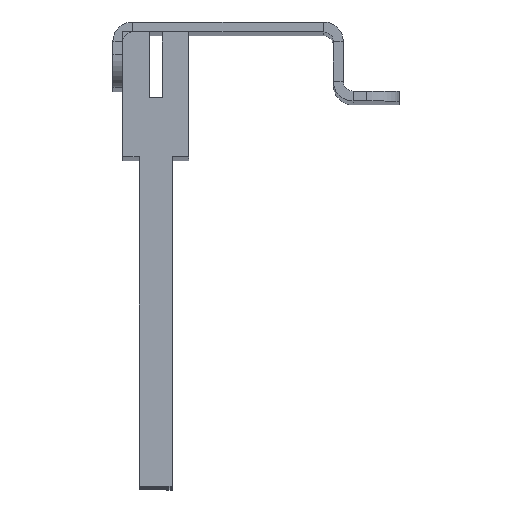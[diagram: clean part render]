
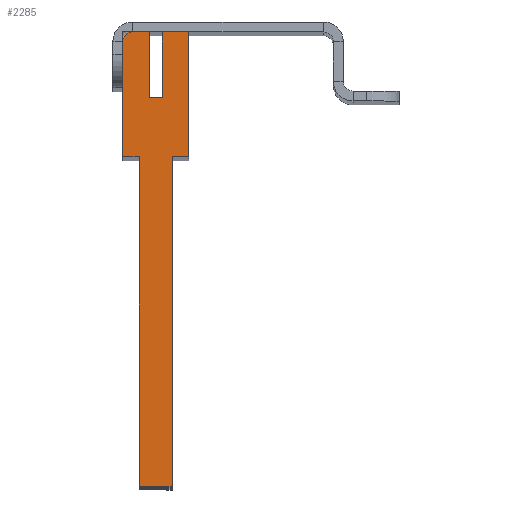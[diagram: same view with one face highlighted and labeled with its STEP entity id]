
A CAD part, top view. The second image highlights one B-rep face of the part: STEP entity #2285.
In plain terms, the highlighted planar face has unit normal (0, 0, 1).
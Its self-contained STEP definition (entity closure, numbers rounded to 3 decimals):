
#372 = DIRECTION ( 'NONE',  ( 0., 1., 0. ) ) ;
#714 = LINE ( 'NONE', #1987, #2383 ) ;
#1043 = DIRECTION ( 'NONE',  ( 0., -1., 0. ) ) ;
#1467 = CARTESIAN_POINT ( 'NONE',  ( 0., -5., 342. ) ) ;
#1610 = DIRECTION ( 'NONE',  ( 1., 0., 0. ) ) ;
#1987 = CARTESIAN_POINT ( 'NONE',  ( 0., 5., 342. ) ) ;
#1991 = ORIENTED_EDGE ( 'NONE', *, *, #8025, .F. ) ;
#2096 = VECTOR ( 'NONE', #1043, 1000. ) ;
#2132 = VECTOR ( 'NONE', #12612, 1000. ) ;
#2285 = ADVANCED_FACE ( 'NONE', ( #6863 ), #8253, .T. ) ;
#2319 = EDGE_CURVE ( 'NONE', #9147, #12369, #16230, .T. ) ;
#2383 = VECTOR ( 'NONE', #18090, 1000. ) ;
#2921 = CARTESIAN_POINT ( 'NONE',  ( 69., 2.5, 342. ) ) ;
#3162 = VECTOR ( 'NONE', #7256, 1000. ) ;
#3219 = DIRECTION ( 'NONE',  ( -1., 0., 0. ) ) ;
#3273 = CARTESIAN_POINT ( 'NONE',  ( 10., 1., 342. ) ) ;
#3309 = LINE ( 'NONE', #12811, #3800 ) ;
#3646 = EDGE_CURVE ( 'NONE', #17744, #4718, #10653, .T. ) ;
#3800 = VECTOR ( 'NONE', #20981, 1000. ) ;
#4020 = VERTEX_POINT ( 'NONE', #9232 ) ;
#4047 = ORIENTED_EDGE ( 'NONE', *, *, #15722, .T. ) ;
#4224 = VECTOR ( 'NONE', #9774, 1000. ) ;
#4518 = VERTEX_POINT ( 'NONE', #13014 ) ;
#4571 = EDGE_CURVE ( 'NONE', #17744, #19229, #5124, .T. ) ;
#4636 = CARTESIAN_POINT ( 'NONE',  ( 69., -2.5, 342. ) ) ;
#4718 = VERTEX_POINT ( 'NONE', #18325 ) ;
#4925 = CARTESIAN_POINT ( 'NONE',  ( 19., -5., 342. ) ) ;
#5124 = LINE ( 'NONE', #2921, #2132 ) ;
#5257 = VERTEX_POINT ( 'NONE', #10837 ) ;
#5355 = VECTOR ( 'NONE', #14635, 1000. ) ;
#5828 = VECTOR ( 'NONE', #3219, 1000. ) ;
#6063 = EDGE_LOOP ( 'NONE', ( #15590, #15805, #8173, #12888, #17552, #20340, #11305, #14486, #20421, #4047, #1991, #17270 ) ) ;
#6863 = FACE_OUTER_BOUND ( 'NONE', #6063, .T. ) ;
#7256 = DIRECTION ( 'NONE',  ( 0., 1., 0. ) ) ;
#8025 = EDGE_CURVE ( 'NONE', #4718, #5257, #17931, .T. ) ;
#8070 = AXIS2_PLACEMENT_3D ( 'NONE', #11354, #8464, #16335 ) ;
#8137 = CARTESIAN_POINT ( 'NONE',  ( 0., -5., 342. ) ) ;
#8173 = ORIENTED_EDGE ( 'NONE', *, *, #8325, .T. ) ;
#8223 = CARTESIAN_POINT ( 'NONE',  ( 0., 5., 342. ) ) ;
#8253 = PLANE ( 'NONE',  #8070 ) ;
#8325 = EDGE_CURVE ( 'NONE', #4020, #12523, #19188, .T. ) ;
#8364 = LINE ( 'NONE', #11780, #10709 ) ;
#8464 = DIRECTION ( 'NONE',  ( 0., 0., 1. ) ) ;
#9016 = CARTESIAN_POINT ( 'NONE',  ( 0., 5., 342. ) ) ;
#9041 = CARTESIAN_POINT ( 'NONE',  ( 69., 2.5, 342. ) ) ;
#9147 = VERTEX_POINT ( 'NONE', #11559 ) ;
#9232 = CARTESIAN_POINT ( 'NONE',  ( 19., 5., 342. ) ) ;
#9676 = LINE ( 'NONE', #3273, #4224 ) ;
#9723 = CARTESIAN_POINT ( 'NONE',  ( 0., 1., 342. ) ) ;
#9774 = DIRECTION ( 'NONE',  ( 0., -1., 0. ) ) ;
#10319 = LINE ( 'NONE', #20073, #10665 ) ;
#10455 = LINE ( 'NONE', #20121, #3162 ) ;
#10456 = VERTEX_POINT ( 'NONE', #11484 ) ;
#10530 = VERTEX_POINT ( 'NONE', #15119 ) ;
#10653 = LINE ( 'NONE', #9041, #2096 ) ;
#10665 = VECTOR ( 'NONE', #16993, 1000. ) ;
#10709 = VECTOR ( 'NONE', #372, 1000. ) ;
#10837 = CARTESIAN_POINT ( 'NONE',  ( 19., -2.5, 342. ) ) ;
#11305 = ORIENTED_EDGE ( 'NONE', *, *, #16395, .T. ) ;
#11354 = CARTESIAN_POINT ( 'NONE',  ( 0., 0., 342. ) ) ;
#11484 = CARTESIAN_POINT ( 'NONE',  ( 10., 1., 342. ) ) ;
#11559 = CARTESIAN_POINT ( 'NONE',  ( 0., -1., 342. ) ) ;
#11780 = CARTESIAN_POINT ( 'NONE',  ( 19., 5., 342. ) ) ;
#12369 = VERTEX_POINT ( 'NONE', #1467 ) ;
#12523 = VERTEX_POINT ( 'NONE', #9016 ) ;
#12612 = DIRECTION ( 'NONE',  ( -1., 0., 0. ) ) ;
#12811 = CARTESIAN_POINT ( 'NONE',  ( 0., -5., 342. ) ) ;
#12888 = ORIENTED_EDGE ( 'NONE', *, *, #13624, .T. ) ;
#13014 = CARTESIAN_POINT ( 'NONE',  ( 10., -1., 342. ) ) ;
#13072 = EDGE_CURVE ( 'NONE', #10530, #10456, #15816, .T. ) ;
#13624 = EDGE_CURVE ( 'NONE', #12523, #10530, #714, .T. ) ;
#14486 = ORIENTED_EDGE ( 'NONE', *, *, #2319, .T. ) ;
#14635 = DIRECTION ( 'NONE',  ( 0., -1., 0. ) ) ;
#15119 = CARTESIAN_POINT ( 'NONE',  ( 0., 1., 342. ) ) ;
#15360 = EDGE_CURVE ( 'NONE', #12369, #15474, #3309, .T. ) ;
#15474 = VERTEX_POINT ( 'NONE', #4925 ) ;
#15590 = ORIENTED_EDGE ( 'NONE', *, *, #4571, .T. ) ;
#15722 = EDGE_CURVE ( 'NONE', #15474, #5257, #10455, .T. ) ;
#15805 = ORIENTED_EDGE ( 'NONE', *, *, #17870, .T. ) ;
#15816 = LINE ( 'NONE', #9723, #18017 ) ;
#16229 = DIRECTION ( 'NONE',  ( -1., 0., 0. ) ) ;
#16230 = LINE ( 'NONE', #8137, #5355 ) ;
#16335 = DIRECTION ( 'NONE',  ( 1., 0., 0. ) ) ;
#16395 = EDGE_CURVE ( 'NONE', #4518, #9147, #10319, .T. ) ;
#16993 = DIRECTION ( 'NONE',  ( -1., 0., 0. ) ) ;
#17270 = ORIENTED_EDGE ( 'NONE', *, *, #3646, .F. ) ;
#17306 = EDGE_CURVE ( 'NONE', #10456, #4518, #9676, .T. ) ;
#17552 = ORIENTED_EDGE ( 'NONE', *, *, #13072, .T. ) ;
#17744 = VERTEX_POINT ( 'NONE', #19217 ) ;
#17870 = EDGE_CURVE ( 'NONE', #19229, #4020, #8364, .T. ) ;
#17931 = LINE ( 'NONE', #4636, #18448 ) ;
#18017 = VECTOR ( 'NONE', #1610, 1000. ) ;
#18090 = DIRECTION ( 'NONE',  ( 0., -1., 0. ) ) ;
#18325 = CARTESIAN_POINT ( 'NONE',  ( 69., -2.5, 342. ) ) ;
#18448 = VECTOR ( 'NONE', #16229, 1000. ) ;
#19163 = CARTESIAN_POINT ( 'NONE',  ( 19., 2.5, 342. ) ) ;
#19188 = LINE ( 'NONE', #8223, #5828 ) ;
#19217 = CARTESIAN_POINT ( 'NONE',  ( 69., 2.5, 342. ) ) ;
#19229 = VERTEX_POINT ( 'NONE', #19163 ) ;
#20073 = CARTESIAN_POINT ( 'NONE',  ( 0., -1., 342. ) ) ;
#20121 = CARTESIAN_POINT ( 'NONE',  ( 19., -5., 342. ) ) ;
#20340 = ORIENTED_EDGE ( 'NONE', *, *, #17306, .T. ) ;
#20421 = ORIENTED_EDGE ( 'NONE', *, *, #15360, .T. ) ;
#20981 = DIRECTION ( 'NONE',  ( 1., 0., 0. ) ) ;
